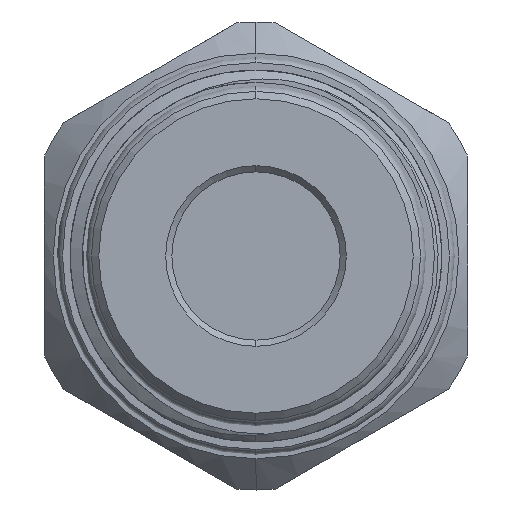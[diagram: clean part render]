
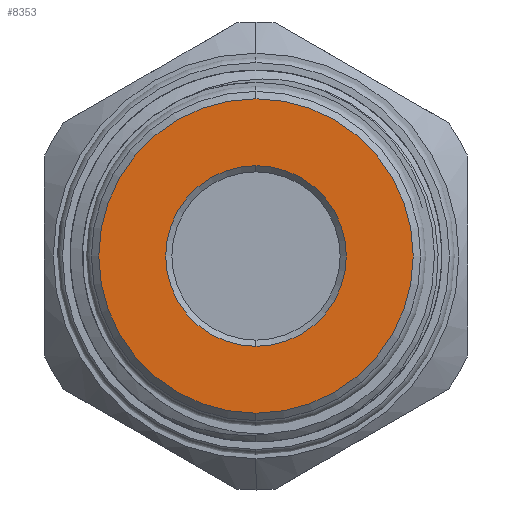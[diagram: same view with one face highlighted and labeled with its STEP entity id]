
A CAD part, left-side view. The second image highlights one B-rep face of the part: STEP entity #8353.
In plain terms, the highlighted planar face has unit normal (-1, 0, 0).
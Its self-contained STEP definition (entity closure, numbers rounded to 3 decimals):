
#188 = DIRECTION ( 'NONE',  ( 1., 0., 0. ) ) ;
#191 = CARTESIAN_POINT ( 'NONE',  ( -43.9, 0., -10.615 ) ) ;
#2469 = CIRCLE ( 'NONE', #30302, 10.615 ) ;
#3559 = DIRECTION ( 'NONE',  ( 0., 0., -1. ) ) ;
#3806 = EDGE_LOOP ( 'NONE', ( #7418, #23092 ) ) ;
#6392 = CARTESIAN_POINT ( 'NONE',  ( -43.9, 0., 0. ) ) ;
#7418 = ORIENTED_EDGE ( 'NONE', *, *, #34516, .F. ) ;
#8353 = ADVANCED_FACE ( 'NONE', ( #37278, #26162 ), #12109, .F. ) ;
#8972 = DIRECTION ( 'NONE',  ( 1., 0., 0. ) ) ;
#9106 = DIRECTION ( 'NONE',  ( 0., 0., -1. ) ) ;
#9165 = CARTESIAN_POINT ( 'NONE',  ( -43.9, 0., 0. ) ) ;
#9537 = DIRECTION ( 'NONE',  ( 1., 0., 0. ) ) ;
#9709 = CIRCLE ( 'NONE', #31175, 6.1 ) ;
#9998 = DIRECTION ( 'NONE',  ( 0., 0., -1. ) ) ;
#11121 = EDGE_CURVE ( 'NONE', #21142, #29555, #26516, .T. ) ;
#11189 = CARTESIAN_POINT ( 'NONE',  ( -43.9, 0., -6.1 ) ) ;
#11479 = CARTESIAN_POINT ( 'NONE',  ( -43.9, 0., 0. ) ) ;
#11964 = DIRECTION ( 'NONE',  ( 0., 0., -1. ) ) ;
#12109 = PLANE ( 'NONE',  #35197 ) ;
#12689 = ORIENTED_EDGE ( 'NONE', *, *, #11121, .T. ) ;
#18555 = DIRECTION ( 'NONE',  ( 1., 0., 0. ) ) ;
#21142 = VERTEX_POINT ( 'NONE', #25230 ) ;
#21385 = AXIS2_PLACEMENT_3D ( 'NONE', #21934, #18555, #9998 ) ;
#21934 = CARTESIAN_POINT ( 'NONE',  ( -43.9, 0., 0. ) ) ;
#23092 = ORIENTED_EDGE ( 'NONE', *, *, #29637, .F. ) ;
#23722 = ORIENTED_EDGE ( 'NONE', *, *, #28625, .T. ) ;
#25230 = CARTESIAN_POINT ( 'NONE',  ( -43.9, 0., 6.1 ) ) ;
#26162 = FACE_OUTER_BOUND ( 'NONE', #3806, .T. ) ;
#26494 = DIRECTION ( 'NONE',  ( 1., 0., 0. ) ) ;
#26516 = CIRCLE ( 'NONE', #21385, 6.1 ) ;
#28625 = EDGE_CURVE ( 'NONE', #29555, #21142, #9709, .T. ) ;
#28964 = AXIS2_PLACEMENT_3D ( 'NONE', #29928, #8972, #11964 ) ;
#29555 = VERTEX_POINT ( 'NONE', #11189 ) ;
#29637 = EDGE_CURVE ( 'NONE', #36947, #33586, #33269, .T. ) ;
#29928 = CARTESIAN_POINT ( 'NONE',  ( -43.9, 0., 0. ) ) ;
#30302 = AXIS2_PLACEMENT_3D ( 'NONE', #11479, #26494, #32468 ) ;
#31175 = AXIS2_PLACEMENT_3D ( 'NONE', #9165, #9537, #3559 ) ;
#32468 = DIRECTION ( 'NONE',  ( 0., 0., -1. ) ) ;
#33269 = CIRCLE ( 'NONE', #28964, 10.615 ) ;
#33586 = VERTEX_POINT ( 'NONE', #191 ) ;
#34516 = EDGE_CURVE ( 'NONE', #33586, #36947, #2469, .T. ) ;
#35197 = AXIS2_PLACEMENT_3D ( 'NONE', #6392, #188, #9106 ) ;
#35631 = CARTESIAN_POINT ( 'NONE',  ( -43.9, 0., 10.615 ) ) ;
#36947 = VERTEX_POINT ( 'NONE', #35631 ) ;
#37278 = FACE_BOUND ( 'NONE', #37527, .T. ) ;
#37527 = EDGE_LOOP ( 'NONE', ( #12689, #23722 ) ) ;
